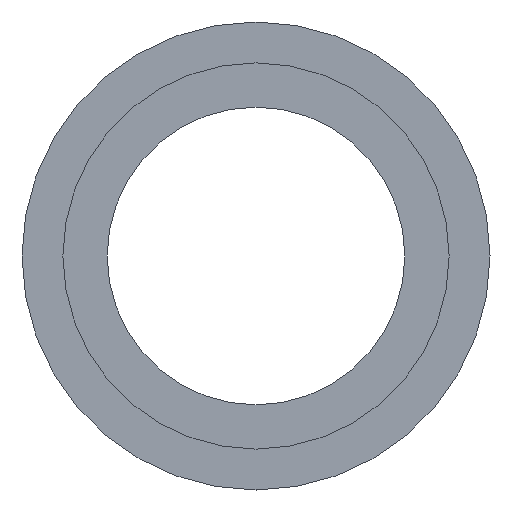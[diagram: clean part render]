
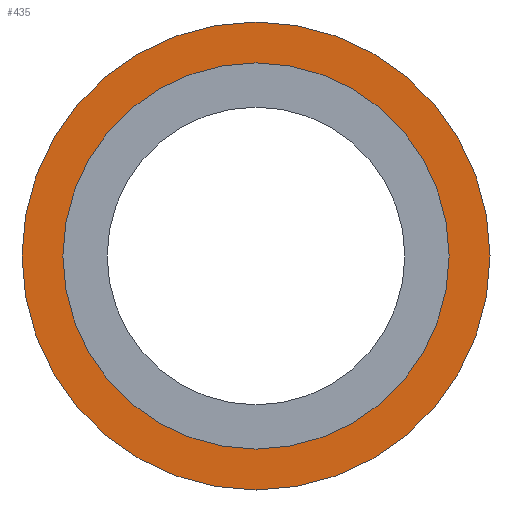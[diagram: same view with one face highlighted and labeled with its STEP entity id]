
A CAD part, front view. The second image highlights one B-rep face of the part: STEP entity #435.
In plain terms, the highlighted planar face has unit normal (0, -1, 0).
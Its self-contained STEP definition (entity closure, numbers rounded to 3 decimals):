
#27 = VERTEX_POINT ( 'NONE', #160 ) ;
#44 = VERTEX_POINT ( 'NONE', #164 ) ;
#47 = EDGE_CURVE ( 'NONE', #155, #258, #526, .T. ) ;
#49 = DIRECTION ( 'NONE',  ( 0., 1., 0. ) ) ;
#52 = AXIS2_PLACEMENT_3D ( 'NONE', #387, #49, #618 ) ;
#61 = AXIS2_PLACEMENT_3D ( 'NONE', #302, #350, #425 ) ;
#91 = CARTESIAN_POINT ( 'NONE',  ( 15.875, 0., 0. ) ) ;
#119 = CARTESIAN_POINT ( 'NONE',  ( 13.1, 0., 0. ) ) ;
#132 = CIRCLE ( 'NONE', #52, 15.875 ) ;
#155 = VERTEX_POINT ( 'NONE', #484 ) ;
#160 = CARTESIAN_POINT ( 'NONE',  ( -15.875, 0., 0. ) ) ;
#164 = CARTESIAN_POINT ( 'NONE',  ( 15.875, 0., 0. ) ) ;
#168 = AXIS2_PLACEMENT_3D ( 'NONE', #489, #535, #314 ) ;
#180 = FACE_OUTER_BOUND ( 'NONE', #211, .T. ) ;
#196 = ORIENTED_EDGE ( 'NONE', *, *, #490, .F. ) ;
#210 = ORIENTED_EDGE ( 'NONE', *, *, #461, .T. ) ;
#211 = EDGE_LOOP ( 'NONE', ( #196, #332 ) ) ;
#234 = FACE_BOUND ( 'NONE', #301, .T. ) ;
#240 = DIRECTION ( 'NONE',  ( -1., 0., 0. ) ) ;
#254 = CIRCLE ( 'NONE', #611, 13.1 ) ;
#258 = VERTEX_POINT ( 'NONE', #119 ) ;
#301 = EDGE_LOOP ( 'NONE', ( #408, #210 ) ) ;
#302 = CARTESIAN_POINT ( 'NONE',  ( 0., 0., 0. ) ) ;
#314 = DIRECTION ( 'NONE',  ( -1., 0., 0. ) ) ;
#332 = ORIENTED_EDGE ( 'NONE', *, *, #507, .F. ) ;
#350 = DIRECTION ( 'NONE',  ( 0., 1., 0. ) ) ;
#380 = DIRECTION ( 'NONE',  ( -1., 0., 0. ) ) ;
#387 = CARTESIAN_POINT ( 'NONE',  ( 0., 0., 0. ) ) ;
#405 = CIRCLE ( 'NONE', #61, 15.875 ) ;
#408 = ORIENTED_EDGE ( 'NONE', *, *, #47, .T. ) ;
#425 = DIRECTION ( 'NONE',  ( -1., 0., 0. ) ) ;
#435 = ADVANCED_FACE ( 'NONE', ( #180, #234 ), #612, .F. ) ;
#461 = EDGE_CURVE ( 'NONE', #258, #155, #254, .T. ) ;
#484 = CARTESIAN_POINT ( 'NONE',  ( -13.1, 0., 0. ) ) ;
#489 = CARTESIAN_POINT ( 'NONE',  ( 0., 0., 0. ) ) ;
#490 = EDGE_CURVE ( 'NONE', #27, #44, #132, .T. ) ;
#500 = AXIS2_PLACEMENT_3D ( 'NONE', #91, #568, #240 ) ;
#507 = EDGE_CURVE ( 'NONE', #44, #27, #405, .T. ) ;
#522 = DIRECTION ( 'NONE',  ( 0., 1., 0. ) ) ;
#526 = CIRCLE ( 'NONE', #168, 13.1 ) ;
#535 = DIRECTION ( 'NONE',  ( 0., 1., 0. ) ) ;
#568 = DIRECTION ( 'NONE',  ( 0., 1., 0. ) ) ;
#604 = CARTESIAN_POINT ( 'NONE',  ( 0., 0., 0. ) ) ;
#611 = AXIS2_PLACEMENT_3D ( 'NONE', #604, #522, #380 ) ;
#612 = PLANE ( 'NONE',  #500 ) ;
#618 = DIRECTION ( 'NONE',  ( -1., 0., 0. ) ) ;
